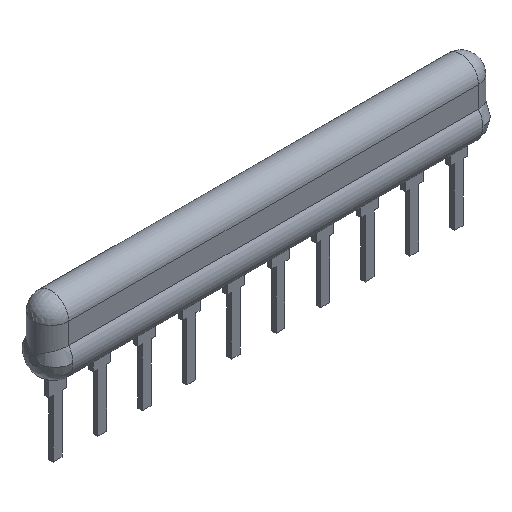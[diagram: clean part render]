
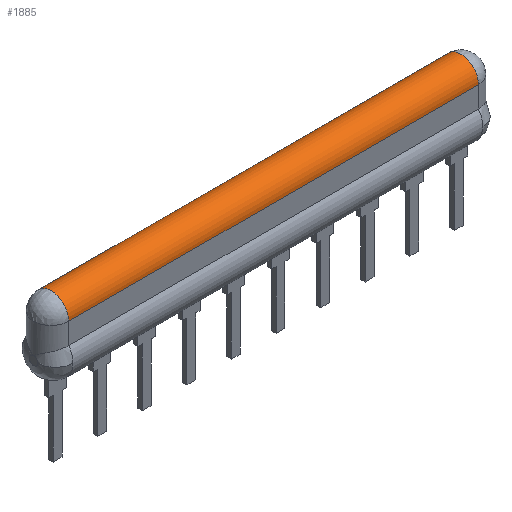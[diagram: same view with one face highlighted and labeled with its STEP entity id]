
A CAD part, isometric view. The second image highlights one B-rep face of the part: STEP entity #1885.
In plain terms, the highlighted cylindrical face has radius 1 mm (diameter 2 mm), a partial arc.
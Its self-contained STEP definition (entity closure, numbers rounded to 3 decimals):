
#163=LINE('',#2868,#391);
#245=LINE('',#3053,#473);
#391=VECTOR('',#2205,1000.);
#473=VECTOR('',#2329,1000.);
#597=CYLINDRICAL_SURFACE('',#2031,1.);
#627=FACE_OUTER_BOUND('',#739,.T.);
#739=EDGE_LOOP('',(#1468,#1469,#1470,#1471));
#856=CIRCLE('',#2032,1.);
#857=CIRCLE('',#2033,1.);
#914=VERTEX_POINT('',#2865);
#915=VERTEX_POINT('',#2867);
#996=VERTEX_POINT('',#3051);
#997=VERTEX_POINT('',#3052);
#1101=EDGE_CURVE('',#914,#915,#163,.T.);
#1183=EDGE_CURVE('',#996,#997,#245,.T.);
#1186=EDGE_CURVE('',#914,#996,#856,.T.);
#1187=EDGE_CURVE('',#997,#915,#857,.T.);
#1468=ORIENTED_EDGE('',*,*,#1101,.F.);
#1469=ORIENTED_EDGE('',*,*,#1186,.T.);
#1470=ORIENTED_EDGE('',*,*,#1183,.T.);
#1471=ORIENTED_EDGE('',*,*,#1187,.T.);
#1885=ADVANCED_FACE('',(#627),#597,.T.);
#2031=AXIS2_PLACEMENT_3D('',#3056,#2332,#2333);
#2032=AXIS2_PLACEMENT_3D('',#3057,#2334,#2335);
#2033=AXIS2_PLACEMENT_3D('',#3058,#2336,#2337);
#2205=DIRECTION('',(-1.,0.,0.));
#2329=DIRECTION('',(-1.,0.,0.));
#2332=DIRECTION('center_axis',(-1.,0.,0.));
#2333=DIRECTION('ref_axis',(0.,-1.,0.));
#2334=DIRECTION('center_axis',(-1.,0.,0.));
#2335=DIRECTION('ref_axis',(0.,-1.,0.));
#2336=DIRECTION('center_axis',(1.,0.,0.));
#2337=DIRECTION('ref_axis',(0.,-1.,0.));
#2865=CARTESIAN_POINT('',(23.963,-7.55,6.249));
#2867=CARTESIAN_POINT('',(0.613,-7.55,6.249));
#2868=CARTESIAN_POINT('',(24.963,-7.55,6.249));
#3051=CARTESIAN_POINT('',(23.963,-5.55,6.249));
#3052=CARTESIAN_POINT('',(0.613,-5.55,6.249));
#3053=CARTESIAN_POINT('',(24.963,-5.55,6.249));
#3056=CARTESIAN_POINT('Origin',(24.963,-6.55,6.249));
#3057=CARTESIAN_POINT('Origin',(23.963,-6.55,6.249));
#3058=CARTESIAN_POINT('Origin',(0.613,-6.55,6.249));
